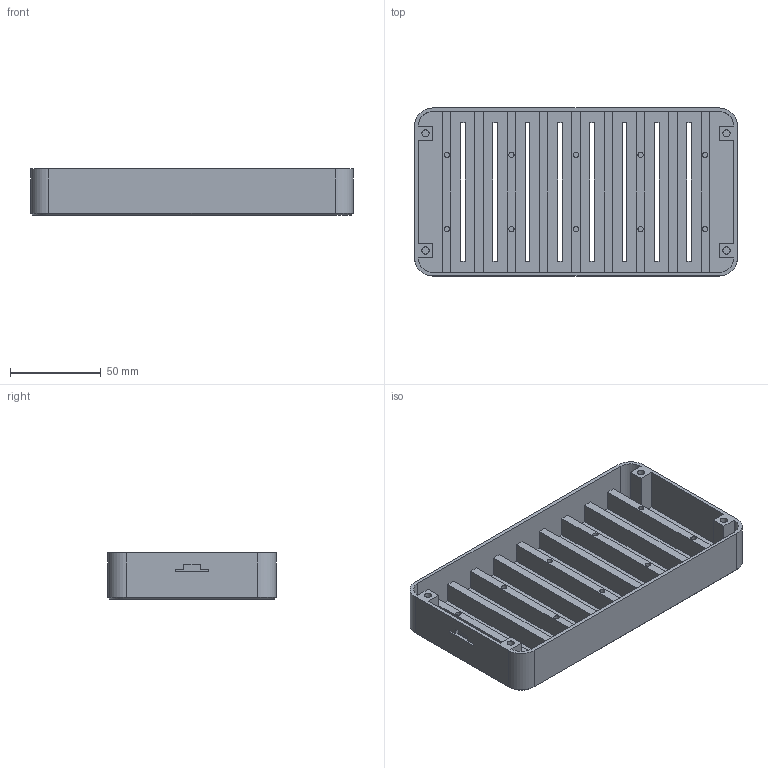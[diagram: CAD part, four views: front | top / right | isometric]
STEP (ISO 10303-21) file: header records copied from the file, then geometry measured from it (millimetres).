
FILE_DESCRIPTION(('FreeCAD Model'),'2;1');
FILE_NAME('Open CASCADE Shape Model','2024-11-22T19:39:43',('Author'),( ''),'Open CASCADE STEP processor 7.8','FreeCAD','Unknown');
FILE_SCHEMA(('AUTOMOTIVE_DESIGN { 1 0 10303 214 1 1 1 1 }'));
Length unit declared in the file: millimetre
Products named in the file (1): Body
Bounding box: 177.8 x 92.52 x 25.4 mm (x, y, z)
Volume: 97876 mm3; surface area: 77229.3 mm2
Topology: 1 solids, 1 shells, 143 faces, 370 edges, 244 vertices
Faces by surface type: plane 117, cylinder 22, cone 4
Full cylindrical faces by diameter (mm): 2.9 x10, 4 x4
Entity records: 4366 total; most frequent: CARTESIAN_POINT 758, ORIENTED_EDGE 740, DIRECTION 706, EDGE_CURVE 370, LINE 322, VECTOR 322, VERTEX_POINT 244, AXIS2_PLACEMENT_3D 192
